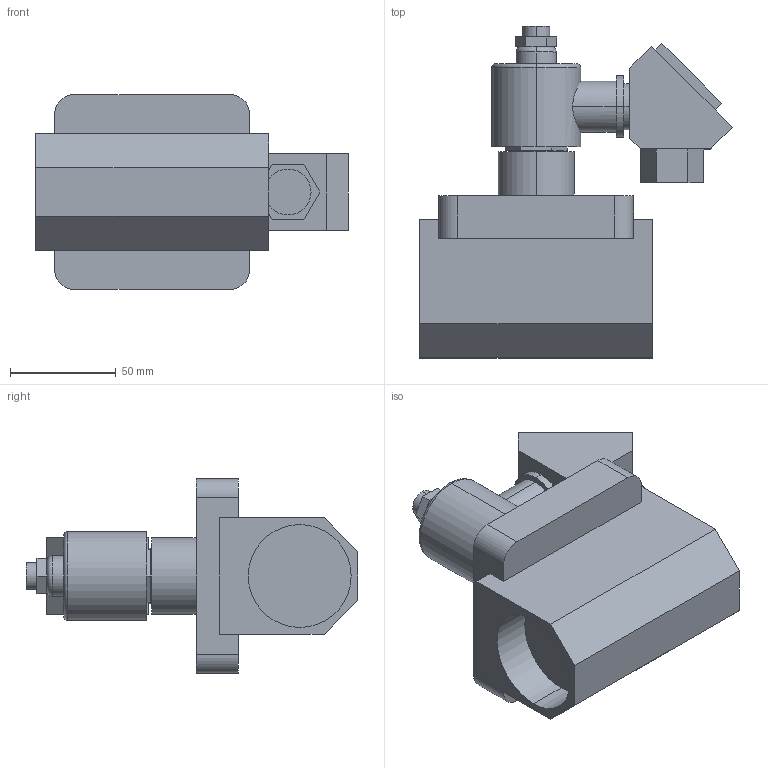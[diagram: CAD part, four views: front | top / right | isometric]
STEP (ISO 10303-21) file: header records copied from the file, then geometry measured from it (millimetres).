
FILE_DESCRIPTION (( 'STEP AP214' ), '1' );
FILE_NAME ('YS212T-H.STEP', '2025-09-10T07:54:35', ( '' ), ( '' ), 'SwSTEP 2.0', 'SolidWorks 2024', '' );
FILE_SCHEMA (( 'AUTOMOTIVE_DESIGN' ));
Length unit declared in the file: millimetre
Products named in the file (4): AS302A_AS302A; TBL; ZS212_6H; YS212T-H
Assembly tree (3 placements, depth 2):
  YS212T-H
    ZS212_6H
    AS302A_AS302A
    TBL
Bounding box: 147.66 x 156.8 x 92 mm (x, y, z)
Volume: 574429.3 mm3; surface area: 76029.2 mm2
Topology: 3 solids, 3 shells, 106 faces, 241 edges, 156 vertices
Faces by surface type: plane 70, cylinder 32, torus 4
Entity records: 3184 total; most frequent: CARTESIAN_POINT 609, DIRECTION 537, ORIENTED_EDGE 482, EDGE_CURVE 241, AXIS2_PLACEMENT_3D 186, VECTOR 165, LINE 165, VERTEX_POINT 156
